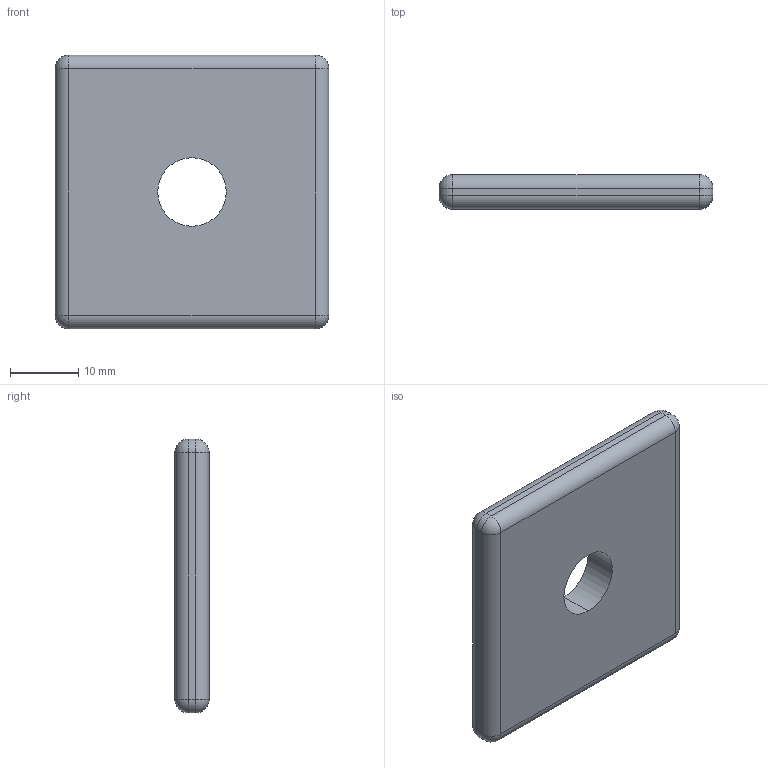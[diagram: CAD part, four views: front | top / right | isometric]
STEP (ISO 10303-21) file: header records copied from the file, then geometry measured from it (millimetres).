
FILE_DESCRIPTION (( 'STEP AP214' ), '1' );
FILE_NAME ('N281-522.STEP', '2024-08-30T13:40:47', ( '' ), ( '' ), 'SwSTEP 2.0', 'SolidWorks 2024', '' );
FILE_SCHEMA (( 'AUTOMOTIVE_DESIGN' ));
Length unit declared in the file: millimetre
Products named in the file (1): N281-522
Bounding box: 40 x 5 x 40 mm (x, y, z)
Volume: 7326.2 mm3; surface area: 3703.6 mm2
Topology: 1 solids, 1 shells, 28 faces, 62 edges, 28 vertices
Faces by surface type: cylinder 14, sphere 8, plane 6
Entity records: 721 total; most frequent: DIRECTION 140, CARTESIAN_POINT 111, ORIENTED_EDGE 108, AXIS2_PLACEMENT_3D 57, EDGE_CURVE 54, EDGE_LOOP 30, FACE_OUTER_BOUND 28, ADVANCED_FACE 28
